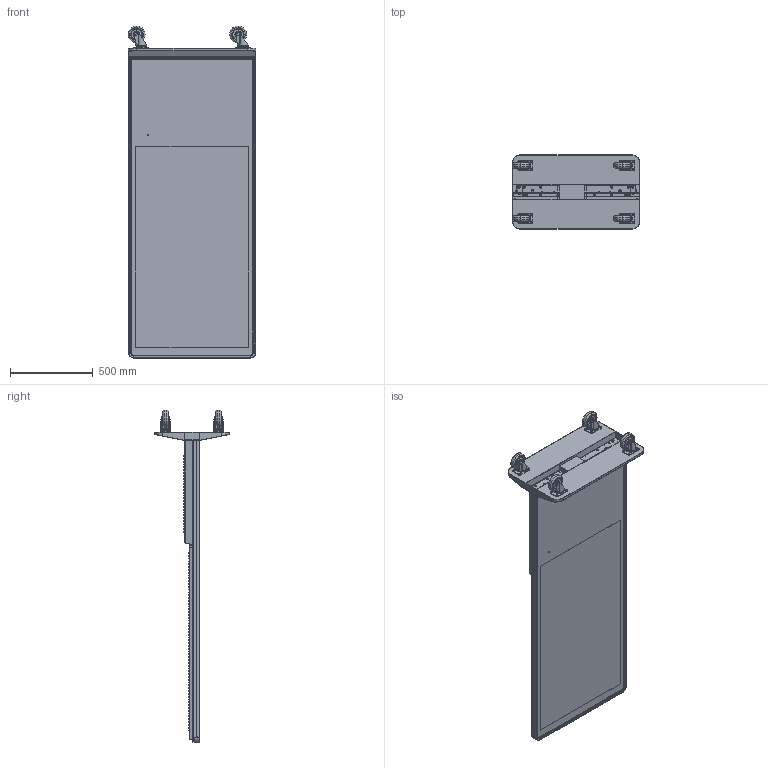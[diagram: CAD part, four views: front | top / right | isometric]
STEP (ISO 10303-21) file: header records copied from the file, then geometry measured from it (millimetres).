
FILE_DESCRIPTION((''),'2;1');
FILE_NAME('LE-55PM0T-T-ZZ_ASM_ASM','2020-03-04T',('1711002'),(''),'PRO/ENGINEER BY PARAMETRIC TECHNOLOGY CORPORATION, 2010280','PRO/ENGINEER BY PARAMETRIC TECHNOLOGY CORPORATION, 2010280','');
FILE_SCHEMA(('CONFIG_CONTROL_DESIGN'));
Products named in the file (31): 58E0139400-V10_2; 00-YOU-58E0140000-V10_5; 00-ZUO-58E0139900-V10_4; 00-XIA-58E0139800-V10_4; LVGUANGTIAO-5700420500-V10_2; 00-58E0139600-V10_2; 00-571G550005-V10_1; LVGUANGTIAO-SHANG-V10_3; LVGUANGTIAO-XIA-V10_2; 00-LE-55PM0T-T-QKZJ-ZZ-V11_ASM__ASM; 0-5H550TH000-V10_2; ________5_5_2_1_1; PRODUCT_4032_2_1_1; PRODUCT_165595_2_1_1; HOUMEN-KAGOU_ASM_2_ASM_1_ASM; PRODUCT_49079_2_1; 55-HOUMEN-V10_1; 00-5H550TI000-V10_5; 0-58A0295400-V10_4; 55-HOUKE-ZZ_ASM_3_ASM; 0-5810149000-V10_2; PRODUCT_248356_4; PRODUCT_447094_3; PRODUCT_115993_4; PRODUCT_182318_2; PRODUCT_380764_3; PRODUCT_314401_1; LUNZI_1; 0-5912035100-V10_ASM_2_ASM; 00-LE-55PM0T-T-ZZ_ASM_14_ASM; LE-55PM0T-T-ZZ_ASM_ASM
Assembly tree (36 placements, depth 5):
  LE-55PM0T-T-ZZ_ASM_ASM
    00-LE-55PM0T-T-ZZ_ASM_14_ASM
      00-LE-55PM0T-T-QKZJ-ZZ-V11_ASM__ASM
        58E0139400-V10_2
        00-YOU-58E0140000-V10_5
        00-ZUO-58E0139900-V10_4
        00-XIA-58E0139800-V10_4
        LVGUANGTIAO-5700420500-V10_2  x2
        00-58E0139600-V10_2  x2
        00-571G550005-V10_1
        LVGUANGTIAO-SHANG-V10_3
        LVGUANGTIAO-XIA-V10_2
      55-HOUKE-ZZ_ASM_3_ASM
        0-5H550TH000-V10_2
        HOUMEN-KAGOU_ASM_2_ASM_1_ASM
          ________5_5_2_1_1
          PRODUCT_4032_2_1_1
          PRODUCT_165595_2_1_1
        PRODUCT_49079_2_1
        55-HOUMEN-V10_1
        00-5H550TI000-V10_5
        0-58A0295400-V10_4
      0-5810149000-V10_2
      0-5912035100-V10_ASM_2_ASM
        PRODUCT_248356_4
        PRODUCT_447094_3
        PRODUCT_115993_4
        PRODUCT_182318_2  x2
        PRODUCT_380764_3
        PRODUCT_314401_1
        LUNZI_1  x4
Bounding box: 770.12 x 450 x 2003.2 mm (x, y, z)
Volume: 11073591.4 mm3; surface area: 9425673.7 mm2
Topology: 31 solids, 31 shells, 4130 faces, 11553 edges, 7488 vertices
Faces by surface type: plane 1802, cylinder 1410, bspline 776, torus 74, cone 64, sphere 4
Entity records: 136688 total; most frequent: CARTESIAN_POINT 41511, ORIENTED_EDGE 20288, DIRECTION 19832, EDGE_CURVE 10144, AXIS2_PLACEMENT_3D 7465, VERTEX_POINT 6585, VECTOR 4902, LINE 4902
